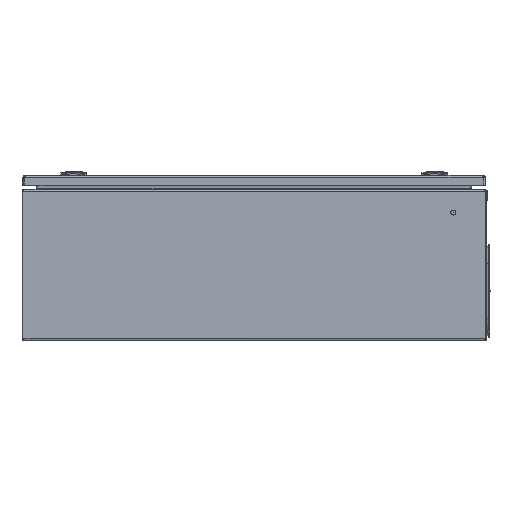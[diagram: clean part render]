
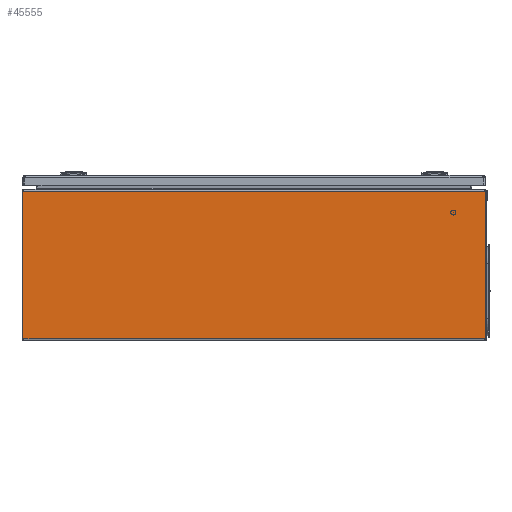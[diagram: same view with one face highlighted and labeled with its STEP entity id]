
A CAD part, left-side view. The second image highlights one B-rep face of the part: STEP entity #45555.
In plain terms, the highlighted planar face has unit normal (-1, 0, 0).
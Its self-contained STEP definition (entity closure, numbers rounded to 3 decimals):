
#22971 = CARTESIAN_POINT ( 'NONE',  ( -250., 348.499, 3. ) ) ;
#23001 = CARTESIAN_POINT ( 'NONE',  ( -250., 348.499, 225.002 ) ) ;
#23002 = CARTESIAN_POINT ( 'NONE',  ( -250., -348.499, 3. ) ) ;
#23012 = CARTESIAN_POINT ( 'NONE',  ( -250., -348.474, 225.5 ) ) ;
#23045 = CARTESIAN_POINT ( 'NONE',  ( -250., 348.474, 225.5 ) ) ;
#23050 = CARTESIAN_POINT ( 'NONE',  ( -250., -348.499, 225.002 ) ) ;
#23052 = DIRECTION ( 'NONE',  ( 0., 0., 1. ) ) ;
#23053 = VECTOR ( 'NONE', #23052, 1000. ) ;
#23054 = CARTESIAN_POINT ( 'NONE',  ( -250., -348.499, 227. ) ) ;
#23060 = LINE ( 'NONE', #23054, #23053 ) ;
#23073 = DIRECTION ( 'NONE',  ( 0., 0., 1. ) ) ;
#23074 = DIRECTION ( 'NONE',  ( -1., 0., 0. ) ) ;
#23075 = CARTESIAN_POINT ( 'NONE',  ( -250., -343.499, 225.002 ) ) ;
#23076 = AXIS2_PLACEMENT_3D ( 'NONE', #23075, #23074, #23073 ) ;
#23077 = CIRCLE ( 'NONE', #23076, 5. ) ;
#23085 = DIRECTION ( 'NONE',  ( 0., 1., 0. ) ) ;
#23086 = VECTOR ( 'NONE', #23085, 1000. ) ;
#23087 = CARTESIAN_POINT ( 'NONE',  ( -250., -3833.492, 225.5 ) ) ;
#23088 = LINE ( 'NONE', #23087, #23086 ) ;
#23089 = DIRECTION ( 'NONE',  ( 0., 0., -1. ) ) ;
#23090 = VECTOR ( 'NONE', #23089, 1000. ) ;
#23091 = CARTESIAN_POINT ( 'NONE',  ( -250., 348.499, 227. ) ) ;
#23092 = LINE ( 'NONE', #23091, #23090 ) ;
#23110 = DIRECTION ( 'NONE',  ( 0., 0., -1. ) ) ;
#23111 = DIRECTION ( 'NONE',  ( -1., 0., 0. ) ) ;
#23112 = CARTESIAN_POINT ( 'NONE',  ( -250., 3833.5, 227. ) ) ;
#23113 = AXIS2_PLACEMENT_3D ( 'NONE', #23112, #23111, #23110 ) ;
#23114 = PLANE ( 'NONE',  #23113 ) ;
#23116 = FACE_OUTER_BOUND ( 'NONE', #45584, .T. ) ;
#23117 = DIRECTION ( 'NONE',  ( 0., 0., 1. ) ) ;
#23118 = DIRECTION ( 'NONE',  ( -1., 0., 0. ) ) ;
#23119 = CARTESIAN_POINT ( 'NONE',  ( -250., 343.499, 225.002 ) ) ;
#23120 = AXIS2_PLACEMENT_3D ( 'NONE', #23119, #23118, #23117 ) ;
#23121 = CIRCLE ( 'NONE', #23120, 5. ) ;
#23122 = DIRECTION ( 'NONE',  ( 0., -1., 0. ) ) ;
#23123 = VECTOR ( 'NONE', #23122, 1000. ) ;
#23124 = CARTESIAN_POINT ( 'NONE',  ( -250., 3833.5, 3. ) ) ;
#23125 = LINE ( 'NONE', #23124, #23123 ) ;
#45430 = VERTEX_POINT ( 'NONE', #22971 ) ;
#45439 = VERTEX_POINT ( 'NONE', #23001 ) ;
#45475 = ORIENTED_EDGE ( 'NONE', *, *, #45523, .T. ) ;
#45490 = VERTEX_POINT ( 'NONE', #23012 ) ;
#45492 = ORIENTED_EDGE ( 'NONE', *, *, #45506, .T. ) ;
#45498 = ORIENTED_EDGE ( 'NONE', *, *, #45539, .T. ) ;
#45500 = VERTEX_POINT ( 'NONE', #23002 ) ;
#45506 = EDGE_CURVE ( 'NONE', #45500, #45510, #23060, .T. ) ;
#45509 = ORIENTED_EDGE ( 'NONE', *, *, #45521, .T. ) ;
#45510 = VERTEX_POINT ( 'NONE', #23050 ) ;
#45514 = VERTEX_POINT ( 'NONE', #23045 ) ;
#45521 = EDGE_CURVE ( 'NONE', #45439, #45430, #23092, .T. ) ;
#45523 = EDGE_CURVE ( 'NONE', #45490, #45514, #23088, .T. ) ;
#45530 = EDGE_CURVE ( 'NONE', #45510, #45490, #23077, .T. ) ;
#45531 = ORIENTED_EDGE ( 'NONE', *, *, #45530, .T. ) ;
#45539 = EDGE_CURVE ( 'NONE', #45430, #45500, #23125, .T. ) ;
#45550 = EDGE_CURVE ( 'NONE', #45514, #45439, #23121, .T. ) ;
#45551 = ORIENTED_EDGE ( 'NONE', *, *, #45550, .T. ) ;
#45555 = ADVANCED_FACE ( 'NONE', ( #23116 ), #23114, .T. ) ;
#45584 = EDGE_LOOP ( 'NONE', ( #45551, #45509, #45498, #45492, #45531, #45475 ) ) ;
